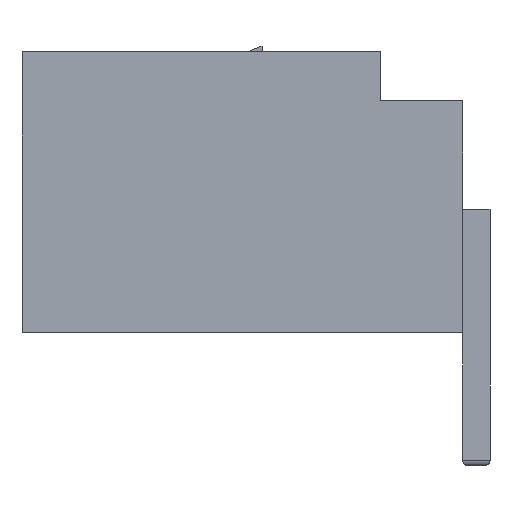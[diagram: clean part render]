
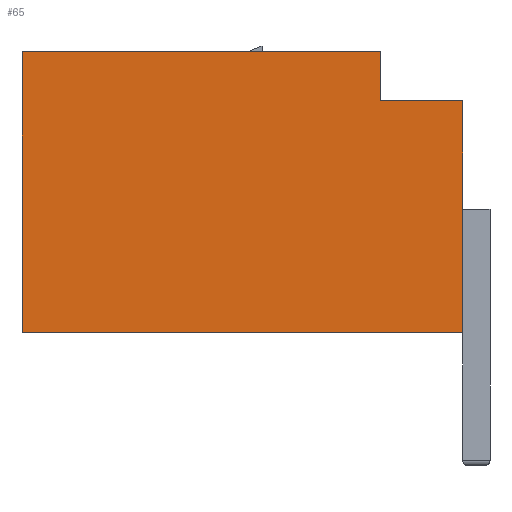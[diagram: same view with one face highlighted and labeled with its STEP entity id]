
A CAD part, left-side view. The second image highlights one B-rep face of the part: STEP entity #65.
In plain terms, the highlighted planar face has unit normal (-1, 0, 0).
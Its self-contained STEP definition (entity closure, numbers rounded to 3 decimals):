
#4 = VECTOR ( 'NONE', #1373, 1000. ) ;
#14 = DIRECTION ( 'NONE',  ( 0., 1., 0. ) ) ;
#47 = LINE ( 'NONE', #934, #2668 ) ;
#65 = ADVANCED_FACE ( 'NONE', ( #456 ), #2232, .F. ) ;
#103 = CARTESIAN_POINT ( 'NONE',  ( -4.492, 8.08, 1.36 ) ) ;
#144 = AXIS2_PLACEMENT_3D ( 'NONE', #225, #1128, #14 ) ;
#225 = CARTESIAN_POINT ( 'NONE',  ( -4.492, 8.08, -2.89 ) ) ;
#301 = DIRECTION ( 'NONE',  ( 0., -1., 0. ) ) ;
#442 = VECTOR ( 'NONE', #582, 1000. ) ;
#456 = FACE_OUTER_BOUND ( 'NONE', #563, .T. ) ;
#520 = LINE ( 'NONE', #726, #2395 ) ;
#521 = ORIENTED_EDGE ( 'NONE', *, *, #2617, .T. ) ;
#563 = EDGE_LOOP ( 'NONE', ( #1146, #822, #1482, #2421, #521, #2613 ) ) ;
#582 = DIRECTION ( 'NONE',  ( 0., -1., 0. ) ) ;
#726 = CARTESIAN_POINT ( 'NONE',  ( -4.492, 1.5, -8.801 ) ) ;
#812 = VERTEX_POINT ( 'NONE', #1123 ) ;
#822 = ORIENTED_EDGE ( 'NONE', *, *, #2553, .T. ) ;
#899 = EDGE_CURVE ( 'NONE', #1639, #1295, #1321, .T. ) ;
#934 = CARTESIAN_POINT ( 'NONE',  ( -4.492, 8.08, -2.89 ) ) ;
#951 = CARTESIAN_POINT ( 'NONE',  ( -4.492, 8.08, -2.89 ) ) ;
#1000 = LINE ( 'NONE', #951, #2163 ) ;
#1095 = DIRECTION ( 'NONE',  ( 0., 0., 1. ) ) ;
#1123 = CARTESIAN_POINT ( 'NONE',  ( -4.492, 8.08, -2.89 ) ) ;
#1128 = DIRECTION ( 'NONE',  ( 1., 0., 0. ) ) ;
#1142 = VECTOR ( 'NONE', #1624, 1000. ) ;
#1146 = ORIENTED_EDGE ( 'NONE', *, *, #2636, .F. ) ;
#1157 = CARTESIAN_POINT ( 'NONE',  ( -4.492, 1.5, 2.26 ) ) ;
#1211 = LINE ( 'NONE', #103, #1142 ) ;
#1295 = VERTEX_POINT ( 'NONE', #1661 ) ;
#1321 = LINE ( 'NONE', #2201, #4 ) ;
#1358 = VERTEX_POINT ( 'NONE', #1157 ) ;
#1373 = DIRECTION ( 'NONE',  ( 0., 0., 1. ) ) ;
#1421 = DIRECTION ( 'NONE',  ( 0., 0., 1. ) ) ;
#1482 = ORIENTED_EDGE ( 'NONE', *, *, #2701, .F. ) ;
#1508 = CARTESIAN_POINT ( 'NONE',  ( -4.492, 8.08, 2.26 ) ) ;
#1541 = EDGE_CURVE ( 'NONE', #812, #1597, #47, .T. ) ;
#1597 = VERTEX_POINT ( 'NONE', #1680 ) ;
#1624 = DIRECTION ( 'NONE',  ( 0., -1., 0. ) ) ;
#1639 = VERTEX_POINT ( 'NONE', #2320 ) ;
#1661 = CARTESIAN_POINT ( 'NONE',  ( -4.492, 0., 1.36 ) ) ;
#1680 = CARTESIAN_POINT ( 'NONE',  ( -4.492, 8.08, 2.26 ) ) ;
#1917 = LINE ( 'NONE', #1508, #442 ) ;
#1955 = CARTESIAN_POINT ( 'NONE',  ( -4.492, 1.5, 1.36 ) ) ;
#2163 = VECTOR ( 'NONE', #301, 1000. ) ;
#2201 = CARTESIAN_POINT ( 'NONE',  ( -4.492, 0., 0. ) ) ;
#2232 = PLANE ( 'NONE',  #144 ) ;
#2320 = CARTESIAN_POINT ( 'NONE',  ( -4.492, 0., -2.89 ) ) ;
#2395 = VECTOR ( 'NONE', #1421, 1000. ) ;
#2421 = ORIENTED_EDGE ( 'NONE', *, *, #1541, .F. ) ;
#2553 = EDGE_CURVE ( 'NONE', #2781, #1358, #520, .T. ) ;
#2613 = ORIENTED_EDGE ( 'NONE', *, *, #899, .T. ) ;
#2617 = EDGE_CURVE ( 'NONE', #812, #1639, #1000, .T. ) ;
#2636 = EDGE_CURVE ( 'NONE', #2781, #1295, #1211, .T. ) ;
#2668 = VECTOR ( 'NONE', #1095, 1000. ) ;
#2701 = EDGE_CURVE ( 'NONE', #1597, #1358, #1917, .T. ) ;
#2781 = VERTEX_POINT ( 'NONE', #1955 ) ;
